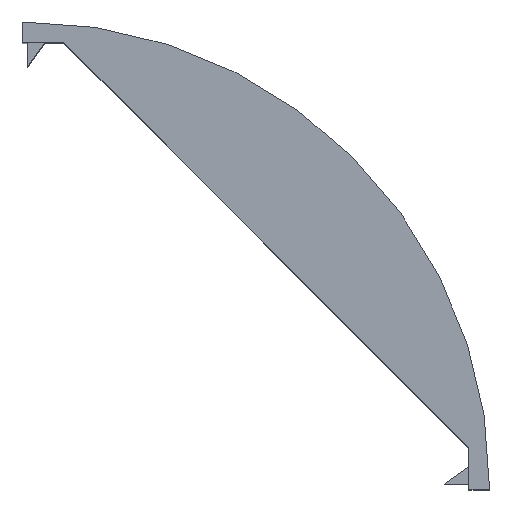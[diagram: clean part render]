
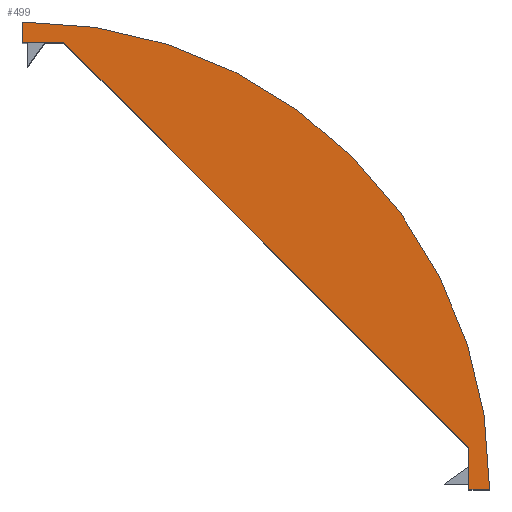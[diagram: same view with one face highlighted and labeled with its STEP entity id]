
A CAD part, top view. The second image highlights one B-rep face of the part: STEP entity #499.
In plain terms, the highlighted planar face has unit normal (0, 0, 1).
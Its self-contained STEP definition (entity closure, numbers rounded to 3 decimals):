
#22 = VERTEX_POINT ( 'NONE', #60 ) ;
#60 = CARTESIAN_POINT ( 'NONE',  ( 0., 90.015, 86. ) ) ;
#73 = DIRECTION ( 'NONE',  ( 0.707, -0.707, 0. ) ) ;
#93 = EDGE_CURVE ( 'NONE', #1171, #387, #898, .T. ) ;
#106 = CARTESIAN_POINT ( 'NONE',  ( 90.015, 0., 86. ) ) ;
#114 = ORIENTED_EDGE ( 'NONE', *, *, #1028, .T. ) ;
#120 = EDGE_CURVE ( 'NONE', #763, #237, #868, .T. ) ;
#223 = DIRECTION ( 'NONE',  ( 0., 0., 1. ) ) ;
#224 = PLANE ( 'NONE',  #381 ) ;
#237 = VERTEX_POINT ( 'NONE', #489 ) ;
#284 = VECTOR ( 'NONE', #528, 1000. ) ;
#317 = CARTESIAN_POINT ( 'NONE',  ( 0.512, 0.512, 86. ) ) ;
#340 = VECTOR ( 'NONE', #817, 1000. ) ;
#381 = AXIS2_PLACEMENT_3D ( 'NONE', #729, #447, #629 ) ;
#382 = ORIENTED_EDGE ( 'NONE', *, *, #120, .T. ) ;
#387 = VERTEX_POINT ( 'NONE', #513 ) ;
#447 = DIRECTION ( 'NONE',  ( 0., 0., -1. ) ) ;
#489 = CARTESIAN_POINT ( 'NONE',  ( 8., 86.015, 86. ) ) ;
#499 = ADVANCED_FACE ( 'NONE', ( #858 ), #224, .F. ) ;
#513 = CARTESIAN_POINT ( 'NONE',  ( 86.015, 0., 86. ) ) ;
#522 = DIRECTION ( 'NONE',  ( 0., -1., 0. ) ) ;
#528 = DIRECTION ( 'NONE',  ( 0., -1., 0. ) ) ;
#538 = CARTESIAN_POINT ( 'NONE',  ( 0., 86.015, 86. ) ) ;
#602 = DIRECTION ( 'NONE',  ( -1., 0., 0. ) ) ;
#604 = EDGE_CURVE ( 'NONE', #237, #1171, #632, .T. ) ;
#629 = DIRECTION ( 'NONE',  ( -1., 0., 0. ) ) ;
#630 = CARTESIAN_POINT ( 'NONE',  ( 86.015, 0., 86. ) ) ;
#632 = LINE ( 'NONE', #833, #1130 ) ;
#657 = EDGE_LOOP ( 'NONE', ( #1034, #751, #382, #815, #1155, #114 ) ) ;
#678 = AXIS2_PLACEMENT_3D ( 'NONE', #317, #223, #602 ) ;
#696 = CIRCLE ( 'NONE', #678, 89.504 ) ;
#724 = CARTESIAN_POINT ( 'NONE',  ( 0., 90.015, 86. ) ) ;
#729 = CARTESIAN_POINT ( 'NONE',  ( 0.512, 0.512, 86. ) ) ;
#747 = VERTEX_POINT ( 'NONE', #106 ) ;
#751 = ORIENTED_EDGE ( 'NONE', *, *, #872, .T. ) ;
#763 = VERTEX_POINT ( 'NONE', #874 ) ;
#785 = EDGE_CURVE ( 'NONE', #747, #22, #696, .T. ) ;
#815 = ORIENTED_EDGE ( 'NONE', *, *, #604, .T. ) ;
#817 = DIRECTION ( 'NONE',  ( 1., 0., 0. ) ) ;
#833 = CARTESIAN_POINT ( 'NONE',  ( 8., 86.015, 86. ) ) ;
#858 = FACE_OUTER_BOUND ( 'NONE', #657, .T. ) ;
#868 = LINE ( 'NONE', #538, #340 ) ;
#872 = EDGE_CURVE ( 'NONE', #22, #763, #1012, .T. ) ;
#874 = CARTESIAN_POINT ( 'NONE',  ( 0., 86.015, 86. ) ) ;
#898 = LINE ( 'NONE', #630, #1033 ) ;
#922 = VECTOR ( 'NONE', #1128, 1000. ) ;
#1012 = LINE ( 'NONE', #724, #284 ) ;
#1028 = EDGE_CURVE ( 'NONE', #387, #747, #1251, .T. ) ;
#1033 = VECTOR ( 'NONE', #522, 1000. ) ;
#1034 = ORIENTED_EDGE ( 'NONE', *, *, #785, .T. ) ;
#1128 = DIRECTION ( 'NONE',  ( 1., 0., 0. ) ) ;
#1130 = VECTOR ( 'NONE', #73, 1000. ) ;
#1149 = CARTESIAN_POINT ( 'NONE',  ( 90.015, 0., 86. ) ) ;
#1155 = ORIENTED_EDGE ( 'NONE', *, *, #93, .T. ) ;
#1171 = VERTEX_POINT ( 'NONE', #1263 ) ;
#1251 = LINE ( 'NONE', #1149, #922 ) ;
#1263 = CARTESIAN_POINT ( 'NONE',  ( 86.015, 8., 86. ) ) ;
